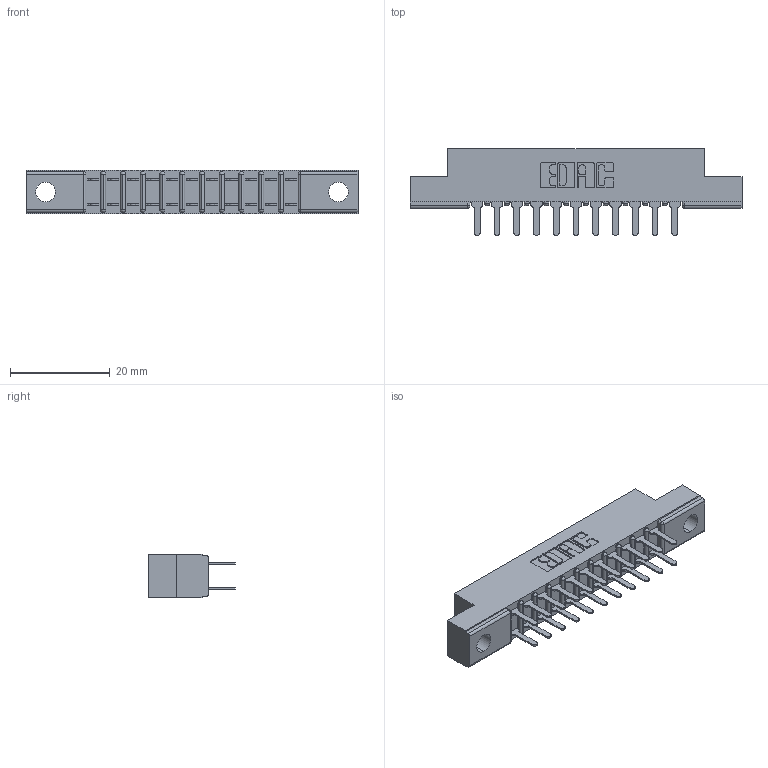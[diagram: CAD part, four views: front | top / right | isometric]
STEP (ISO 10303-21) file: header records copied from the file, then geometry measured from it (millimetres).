
FILE_DESCRIPTION (( 'STEP AP203' ), '1' );
FILE_NAME ('357-022-520-204.STEP', '2019-09-17T21:04:06', ( '' ), ( '' ), 'SwSTEP 2.0', 'SolidWorks 2016', '' );
FILE_SCHEMA (( 'CONFIG_CONTROL_DESIGN' ));
Length unit declared in the file: inch
Products named in the file (3): 307 Part_.156 Dia Mounting Holes; 357-022-520-204; 307-290-001_520
Assembly tree (23 placements, depth 2):
  357-022-520-204
    307 Part_.156 Dia Mounting Holes
    307-290-001_520  x22
Bounding box: 66.6 x 17.42 x 8.71 mm (x, y, z)
Volume: 4267.7 mm3; surface area: 6913 mm2
Topology: 23 solids, 23 shells, 1156 faces, 3219 edges, 2082 vertices
Faces by surface type: plane 766, cylinder 366, sphere 24
Entity records: 13990 total; most frequent: CARTESIAN_POINT 2301, ORIENTED_EDGE 2274, DIRECTION 2259, EDGE_CURVE 1137, LINE 867, VECTOR 867, VERTEX_POINT 738, AXIS2_PLACEMENT_3D 696
